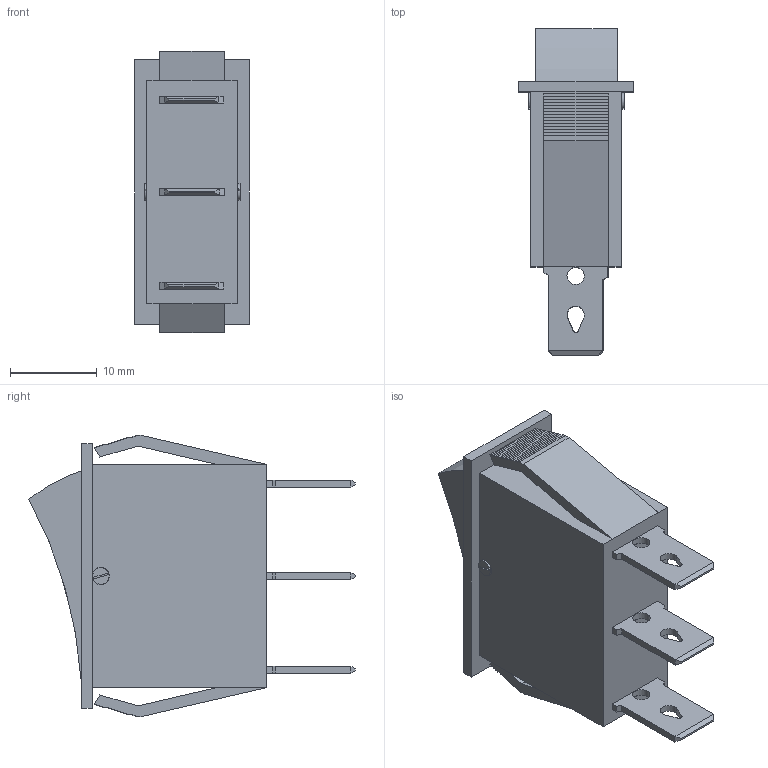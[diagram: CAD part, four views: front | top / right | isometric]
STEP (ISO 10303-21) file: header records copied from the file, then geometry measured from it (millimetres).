
FILE_DESCRIPTION(/* description */ (''),/* implementation_level */ '2;1');
FILE_NAME(/* name */ 'Rocker Switch_Black.stp',/* time_stamp */ '2023-09-15T20:37:45+08:00',/* author */ ('sl0008'),/* organization */ (''),/* preprocessor_version */ 'ST-DEVELOPER v18.1',/* originating_system */ 'Autodesk Inventor 2022',/* authorisation */ '');
FILE_SCHEMA (('AUTOMOTIVE_DESIGN { 1 0 10303 214 3 1 1 }'));
Length unit declared in the file: millimetre
Products named in the file (4): Rocker Switch_Black; Rocker Switch1; Rocker Switch2; Rocker Switch3_Black
Assembly tree (5 placements, depth 2):
  Rocker Switch_Black
    Rocker Switch1
    Rocker Switch2  x3
    Rocker Switch3_Black
Bounding box: 13.2 x 37.73 x 32.5 mm (x, y, z)
Volume: 2125.7 mm3; surface area: 6397.9 mm2
Topology: 5 solids, 5 shells, 191 faces, 507 edges, 332 vertices
Faces by surface type: plane 167, cylinder 22, bspline 2
Full cylindrical faces by diameter (mm): 1.9 x2, 2 x5
Entity records: 5218 total; most frequent: CARTESIAN_POINT 985, ORIENTED_EDGE 826, DIRECTION 769, EDGE_CURVE 413, LINE 369, VECTOR 369, VERTEX_POINT 272, AXIS2_PLACEMENT_3D 200
